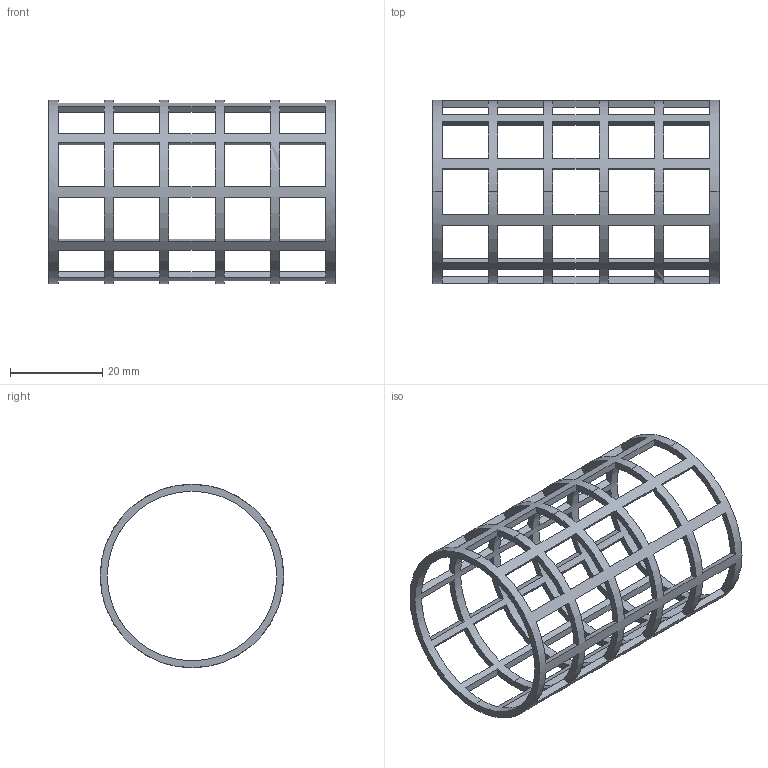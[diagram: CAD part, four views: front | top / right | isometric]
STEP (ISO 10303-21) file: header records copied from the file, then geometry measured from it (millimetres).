
FILE_DESCRIPTION (( 'STEP AP203' ), '1' );
FILE_NAME ('3D-M7011_DN32_174701030.STEP', '2024-09-21T07:56:57', ( '' ), ( '' ), 'SwSTEP 2.0', 'SolidWorks 2024', '' );
FILE_SCHEMA (( 'CONFIG_CONTROL_DESIGN' ));
Length unit declared in the file: millimetre
Products named in the file (1): 3D-M7011_DN32_174701030
Bounding box: 62 x 39.75 x 39.75 mm (x, y, z)
Volume: 3587.1 mm3; surface area: 8214.7 mm2
Topology: 1 solids, 1 shells, 206 faces, 672 edges, 448 vertices
Faces by surface type: plane 202, cylinder 4
Entity records: 7745 total; most frequent: ORIENTED_EDGE 1344, DIRECTION 1334, CARTESIAN_POINT 1327, EDGE_CURVE 672, AXIS2_PLACEMENT_3D 455, VERTEX_POINT 448, VECTOR 424, LINE 424
